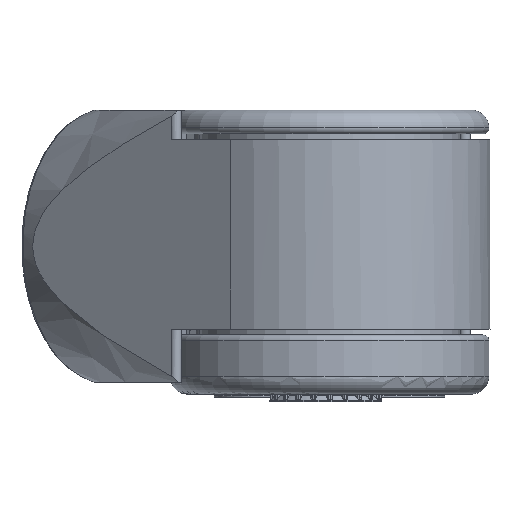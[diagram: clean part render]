
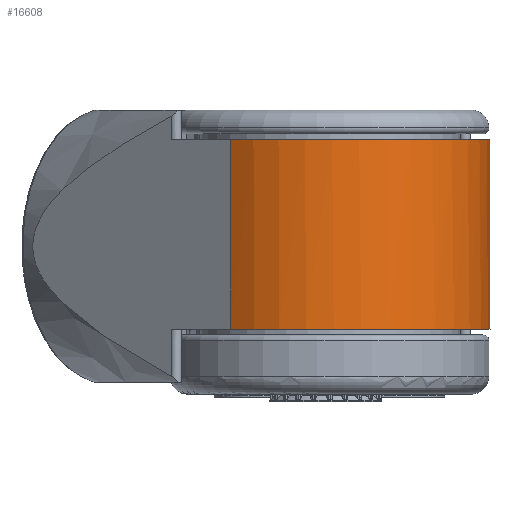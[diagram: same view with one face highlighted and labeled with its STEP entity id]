
A CAD part, left-side view. The second image highlights one B-rep face of the part: STEP entity #16608.
In plain terms, the highlighted cylindrical face has radius 27.1 mm (diameter 54.2 mm), a partial arc.
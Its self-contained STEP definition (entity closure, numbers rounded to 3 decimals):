
#480=CYLINDRICAL_SURFACE('',#18304,27.1);
#1391=FACE_OUTER_BOUND('',#2371,.T.);
#2371=EDGE_LOOP('',(#12841,#12842,#12843,#12844,#12845,#12846,#12847));
#3213=CIRCLE('',#17765,27.1);
#3217=CIRCLE('',#17771,27.1);
#3221=CIRCLE('',#17775,27.1);
#4418=LINE('',#26245,#5302);
#4476=LINE('',#27972,#5360);
#4535=LINE('',#28412,#5419);
#5302=VECTOR('',#20470,10.);
#5360=VECTOR('',#21040,10.);
#5419=VECTOR('',#21621,10.);
#6168=B_SPLINE_CURVE_WITH_KNOTS('',3,(#27975,#27976,#27977,#27978,#27979,
#27980),.UNSPECIFIED.,.F.,.F.,(4,2,4),(2.849,3.051,
3.407),.UNSPECIFIED.);
#6769=VERTEX_POINT('',#26159);
#6770=VERTEX_POINT('',#26161);
#6778=VERTEX_POINT('',#26180);
#6779=VERTEX_POINT('',#26184);
#6782=VERTEX_POINT('',#26191);
#6783=VERTEX_POINT('',#26193);
#7073=VERTEX_POINT('',#27971);
#8626=EDGE_CURVE('',#6769,#6770,#3213,.T.);
#8636=EDGE_CURVE('',#6778,#6779,#3217,.T.);
#8641=EDGE_CURVE('',#6782,#6783,#3221,.T.);
#8658=EDGE_CURVE('',#6782,#6770,#4418,.T.);
#8997=EDGE_CURVE('',#7073,#6783,#4476,.T.);
#8999=EDGE_CURVE('',#6778,#7073,#6168,.T.);
#9228=EDGE_CURVE('',#6769,#6779,#4535,.T.);
#12841=ORIENTED_EDGE('',*,*,#8997,.T.);
#12842=ORIENTED_EDGE('',*,*,#8641,.F.);
#12843=ORIENTED_EDGE('',*,*,#8658,.T.);
#12844=ORIENTED_EDGE('',*,*,#8626,.F.);
#12845=ORIENTED_EDGE('',*,*,#9228,.T.);
#12846=ORIENTED_EDGE('',*,*,#8636,.F.);
#12847=ORIENTED_EDGE('',*,*,#8999,.T.);
#16608=ADVANCED_FACE('',(#1391),#480,.T.);
#17765=AXIS2_PLACEMENT_3D('',#26162,#20414,#20415);
#17771=AXIS2_PLACEMENT_3D('',#26185,#20431,#20432);
#17775=AXIS2_PLACEMENT_3D('',#26194,#20440,#20441);
#18304=AXIS2_PLACEMENT_3D('',#28413,#21622,#21623);
#20414=DIRECTION('center_axis',(0.,0.,-1.));
#20415=DIRECTION('ref_axis',(1.,0.,0.));
#20431=DIRECTION('center_axis',(0.,0.,1.));
#20432=DIRECTION('ref_axis',(1.,0.,0.));
#20440=DIRECTION('center_axis',(0.,0.,1.));
#20441=DIRECTION('ref_axis',(1.,0.,0.));
#20470=DIRECTION('',(0.,0.,-1.));
#21040=DIRECTION('',(0.,0.,1.));
#21621=DIRECTION('',(0.,0.,1.));
#21622=DIRECTION('center_axis',(0.,0.,1.));
#21623=DIRECTION('ref_axis',(1.,0.,0.));
#26159=CARTESIAN_POINT('',(-16.497,21.5,-16.));
#26161=CARTESIAN_POINT('',(0.,-27.1,-16.));
#26162=CARTESIAN_POINT('Origin',(0.,0.,-16.));
#26180=CARTESIAN_POINT('',(-12.246,24.175,16.));
#26184=CARTESIAN_POINT('',(-16.497,21.5,16.));
#26185=CARTESIAN_POINT('Origin',(0.,0.,16.));
#26191=CARTESIAN_POINT('',(0.,-27.1,16.));
#26193=CARTESIAN_POINT('',(-7.,26.18,16.));
#26194=CARTESIAN_POINT('Origin',(0.,0.,16.));
#26245=CARTESIAN_POINT('',(0.,-27.1,0.));
#27971=CARTESIAN_POINT('',(-7.,26.18,15.64));
#27972=CARTESIAN_POINT('',(-7.,26.18,0.));
#27975=CARTESIAN_POINT('Ctrl Pts',(-12.246,24.175,16.));
#27976=CARTESIAN_POINT('Ctrl Pts',(-11.64,24.482,15.85));
#27977=CARTESIAN_POINT('Ctrl Pts',(-11.02,24.768,15.734));
#27978=CARTESIAN_POINT('Ctrl Pts',(-9.281,25.49,15.521));
#27979=CARTESIAN_POINT('Ctrl Pts',(-8.141,25.875,15.513));
#27980=CARTESIAN_POINT('Ctrl Pts',(-7.,26.18,15.64));
#28412=CARTESIAN_POINT('',(-16.497,21.5,0.));
#28413=CARTESIAN_POINT('Origin',(0.,0.,0.));
